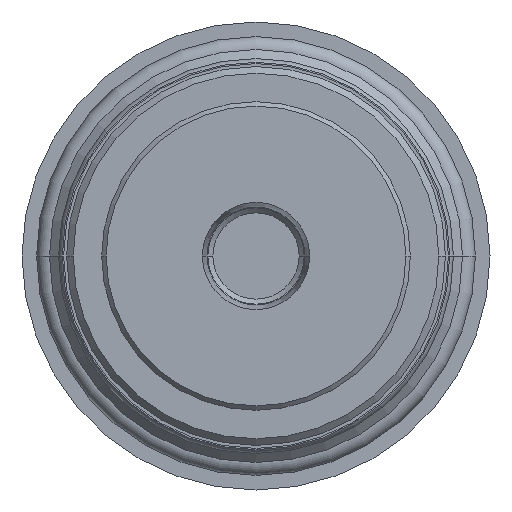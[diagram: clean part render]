
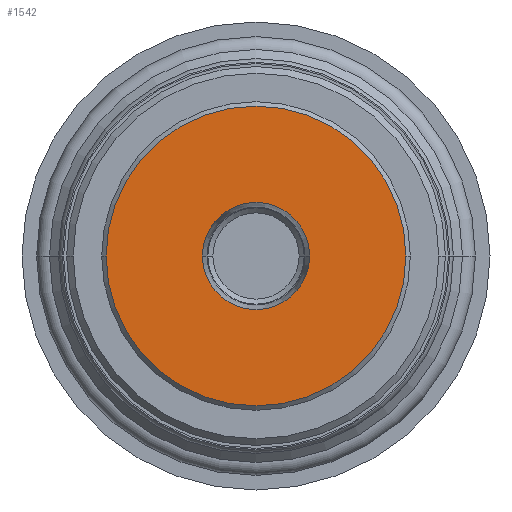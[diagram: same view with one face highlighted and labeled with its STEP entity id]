
A CAD part, left-side view. The second image highlights one B-rep face of the part: STEP entity #1542.
In plain terms, the highlighted planar face has unit normal (-1, 0, 0).
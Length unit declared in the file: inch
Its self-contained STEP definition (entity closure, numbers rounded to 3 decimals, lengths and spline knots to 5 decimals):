
#43=CARTESIAN_POINT('',(-3.145,0.,0.));
#44=DIRECTION('',(-1.,0.,0.));
#45=DIRECTION('',(0.,1.,0.));
#46=AXIS2_PLACEMENT_3D('',#43,#44,#45);
#48=CARTESIAN_POINT('',(-3.145,0.,0.));
#49=DIRECTION('',(1.,0.,0.));
#50=DIRECTION('',(0.,1.,0.));
#51=AXIS2_PLACEMENT_3D('',#48,#49,#50);
#53=CARTESIAN_POINT('',(-3.145,0.,0.));
#54=DIRECTION('',(-1.,0.,0.));
#55=DIRECTION('',(0.,1.,0.));
#56=AXIS2_PLACEMENT_3D('',#53,#54,#55);
#58=CARTESIAN_POINT('',(-3.145,0.,0.));
#59=DIRECTION('',(-1.,0.,0.));
#60=DIRECTION('',(0.,-1.,0.));
#61=AXIS2_PLACEMENT_3D('',#58,#59,#60);
#1419=CARTESIAN_POINT('',(-3.145,0.6805,0.));
#1420=CARTESIAN_POINT('',(-3.145,-0.6805,0.));
#1421=VERTEX_POINT('',#1419);
#1422=VERTEX_POINT('',#1420);
#1439=CARTESIAN_POINT('',(-3.145,0.2435,0.));
#1440=CARTESIAN_POINT('',(-3.145,-0.2435,0.));
#1441=VERTEX_POINT('',#1439);
#1442=VERTEX_POINT('',#1440);
#1526=CARTESIAN_POINT('',(-3.145,0.,0.));
#1527=DIRECTION('',(1.,0.,0.));
#1528=DIRECTION('',(0.,-1.,0.));
#1529=AXIS2_PLACEMENT_3D('',#1526,#1527,#1528);
#1530=PLANE('',#1529);
#1532=ORIENTED_EDGE('',*,*,#1531,.F.);
#1534=ORIENTED_EDGE('',*,*,#1533,.T.);
#1535=EDGE_LOOP('',(#1532,#1534));
#1536=FACE_OUTER_BOUND('',#1535,.F.);
#1537=ORIENTED_EDGE('',*,*,#1516,.T.);
#1539=ORIENTED_EDGE('',*,*,#1538,.T.);
#1540=EDGE_LOOP('',(#1537,#1539));
#1541=FACE_BOUND('',#1540,.F.);
#1542=ADVANCED_FACE('',(#1536,#1541),#1530,.F.);
#47=CIRCLE('',#46,0.6805);
#52=CIRCLE('',#51,0.6805);
#57=CIRCLE('',#56,0.2435);
#62=CIRCLE('',#61,0.2435);
#1516=EDGE_CURVE('',#1441,#1442,#57,.T.);
#1531=EDGE_CURVE('',#1421,#1422,#47,.T.);
#1533=EDGE_CURVE('',#1421,#1422,#52,.T.);
#1538=EDGE_CURVE('',#1442,#1441,#62,.T.);
